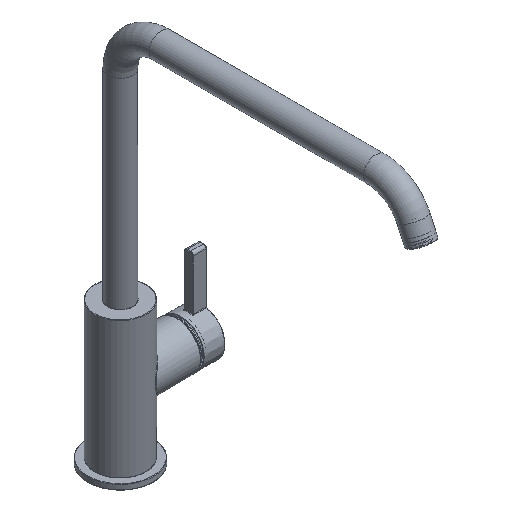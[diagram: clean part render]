
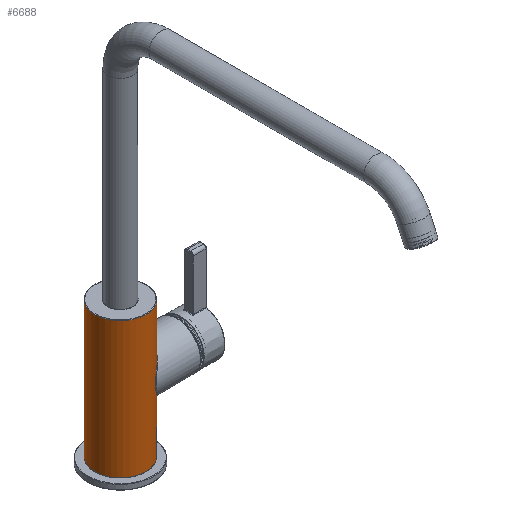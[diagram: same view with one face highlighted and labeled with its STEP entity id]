
A CAD part, isometric view. The second image highlights one B-rep face of the part: STEP entity #6688.
In plain terms, the highlighted cylindrical face has radius 18.8 mm (diameter 37.6 mm), a full revolution.
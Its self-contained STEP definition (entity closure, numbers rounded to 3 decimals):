
#889=B_SPLINE_CURVE_WITH_KNOTS('',3,(#12937,#12938,#12939,#12940,#12941,
#12942,#12943,#12944,#12945,#12946,#12947),.UNSPECIFIED.,.F.,.F.,(4,1,1,
1,1,1,1,1,4),(0.,0.005,0.011,0.016,
0.021,0.026,0.032,0.037,
0.042),.UNSPECIFIED.);
#890=B_SPLINE_CURVE_WITH_KNOTS('',3,(#12950,#12951,#12952,#12953),
 .UNSPECIFIED.,.F.,.F.,(4,4),(0.,0.007),.UNSPECIFIED.);
#891=B_SPLINE_CURVE_WITH_KNOTS('',3,(#12955,#12956,#12957,#12958,#12959,
#12960,#12961,#12962,#12963,#12964,#12965),.UNSPECIFIED.,.F.,.F.,(4,1,1,
1,1,1,1,1,4),(0.,0.005,0.011,0.016,
0.021,0.026,0.032,0.037,
0.042),.UNSPECIFIED.);
#892=B_SPLINE_CURVE_WITH_KNOTS('',3,(#12967,#12968,#12969,#12970),
 .UNSPECIFIED.,.F.,.F.,(4,4),(0.,0.007),.UNSPECIFIED.);
#1283=CYLINDRICAL_SURFACE('',#10135,18.8);
#1426=ORIENTED_EDGE('',*,*,#3302,.T.);
#1427=ORIENTED_EDGE('',*,*,#3303,.T.);
#1428=ORIENTED_EDGE('',*,*,#3304,.T.);
#1429=ORIENTED_EDGE('',*,*,#3305,.T.);
#1430=ORIENTED_EDGE('',*,*,#3306,.T.);
#1431=ORIENTED_EDGE('',*,*,#3307,.T.);
#3302=EDGE_CURVE('',#4247,#4247,#4896,.T.);
#3303=EDGE_CURVE('',#4248,#4248,#4897,.T.);
#3304=EDGE_CURVE('',#4249,#4250,#889,.T.);
#3305=EDGE_CURVE('',#4250,#4251,#890,.T.);
#3306=EDGE_CURVE('',#4251,#4252,#891,.T.);
#3307=EDGE_CURVE('',#4252,#4249,#892,.T.);
#4247=VERTEX_POINT('',#12934);
#4248=VERTEX_POINT('',#12936);
#4249=VERTEX_POINT('',#12948);
#4250=VERTEX_POINT('',#12949);
#4251=VERTEX_POINT('',#12954);
#4252=VERTEX_POINT('',#12966);
#4896=CIRCLE('',#10136,18.8);
#4897=CIRCLE('',#10137,18.8);
#5253=EDGE_LOOP('',(#1426));
#5254=EDGE_LOOP('',(#1427));
#5255=EDGE_LOOP('',(#1428,#1429,#1430,#1431));
#5893=FACE_BOUND('',#5253,.T.);
#5894=FACE_BOUND('',#5254,.T.);
#5895=FACE_BOUND('',#5255,.T.);
#6688=ADVANCED_FACE('',(#5893,#5894,#5895),#1283,.T.);
#10135=AXIS2_PLACEMENT_3D('',#12932,#10953,#10954);
#10136=AXIS2_PLACEMENT_3D('',#12933,#10955,#10956);
#10137=AXIS2_PLACEMENT_3D('',#12935,#10957,#10958);
#10953=DIRECTION('',(0.,1.,0.));
#10954=DIRECTION('',(0.,0.,1.));
#10955=DIRECTION('',(0.,1.,0.));
#10956=DIRECTION('',(0.,0.,1.));
#10957=DIRECTION('',(0.,-1.,0.));
#10958=DIRECTION('',(0.,0.,-1.));
#12932=CARTESIAN_POINT('',(0.,104.63,0.));
#12933=CARTESIAN_POINT('',(0.,0.3,0.));
#12934=CARTESIAN_POINT('',(0.,0.3,18.8));
#12935=CARTESIAN_POINT('',(0.,99.7,0.));
#12936=CARTESIAN_POINT('',(0.,99.7,-18.8));
#12937=CARTESIAN_POINT('',(11.8,53.716,14.636));
#12938=CARTESIAN_POINT('',(12.325,55.384,14.212));
#12939=CARTESIAN_POINT('',(13.84,58.322,12.89));
#12940=CARTESIAN_POINT('',(16.3,61.904,9.704));
#12941=CARTESIAN_POINT('',(18.265,64.441,5.347));
#12942=CARTESIAN_POINT('',(19.064,65.426,0.014));
#12943=CARTESIAN_POINT('',(18.278,64.457,-5.303));
#12944=CARTESIAN_POINT('',(16.313,61.921,-9.685));
#12945=CARTESIAN_POINT('',(13.854,58.348,-12.876));
#12946=CARTESIAN_POINT('',(12.325,55.382,-14.213));
#12947=CARTESIAN_POINT('',(11.8,53.716,-14.636));
#12948=CARTESIAN_POINT('',(11.8,53.716,14.636));
#12949=CARTESIAN_POINT('',(11.8,53.716,-14.636));
#12950=CARTESIAN_POINT('',(11.8,53.716,-14.636));
#12951=CARTESIAN_POINT('',(11.458,51.239,-14.912));
#12952=CARTESIAN_POINT('',(11.458,48.761,-14.912));
#12953=CARTESIAN_POINT('',(11.8,46.284,-14.636));
#12954=CARTESIAN_POINT('',(11.8,46.284,-14.636));
#12955=CARTESIAN_POINT('',(11.8,46.284,-14.636));
#12956=CARTESIAN_POINT('',(12.325,44.616,-14.212));
#12957=CARTESIAN_POINT('',(13.84,41.678,-12.89));
#12958=CARTESIAN_POINT('',(16.3,38.096,-9.704));
#12959=CARTESIAN_POINT('',(18.265,35.559,-5.347));
#12960=CARTESIAN_POINT('',(19.064,34.574,-0.014));
#12961=CARTESIAN_POINT('',(18.278,35.543,5.303));
#12962=CARTESIAN_POINT('',(16.313,38.079,9.685));
#12963=CARTESIAN_POINT('',(13.854,41.652,12.876));
#12964=CARTESIAN_POINT('',(12.325,44.618,14.213));
#12965=CARTESIAN_POINT('',(11.8,46.284,14.636));
#12966=CARTESIAN_POINT('',(11.8,46.284,14.636));
#12967=CARTESIAN_POINT('',(11.8,46.284,14.636));
#12968=CARTESIAN_POINT('',(11.458,48.761,14.912));
#12969=CARTESIAN_POINT('',(11.458,51.239,14.912));
#12970=CARTESIAN_POINT('',(11.8,53.716,14.636));
